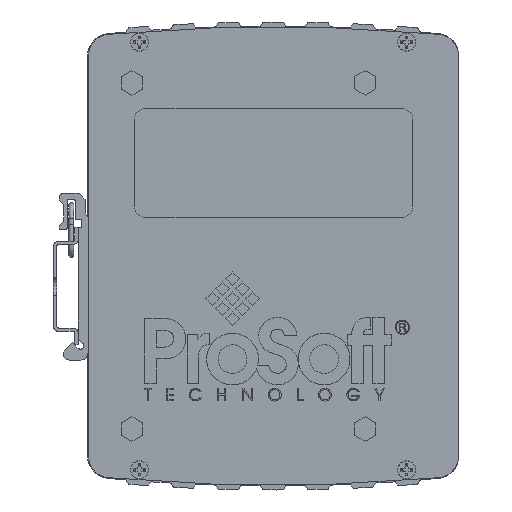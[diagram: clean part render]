
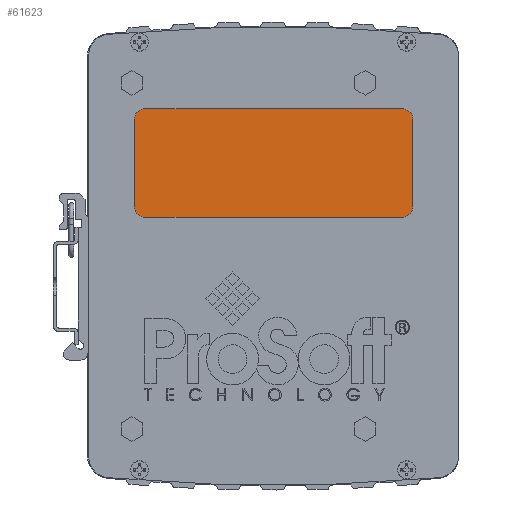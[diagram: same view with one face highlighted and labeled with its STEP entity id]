
A CAD part, left-side view. The second image highlights one B-rep face of the part: STEP entity #61623.
In plain terms, the highlighted planar face has unit normal (-1, 0, 0).
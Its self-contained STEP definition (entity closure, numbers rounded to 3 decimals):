
#2708=CIRCLE('',#89135,3.175);
#2709=CIRCLE('',#89136,3.175);
#2710=CIRCLE('',#89137,3.175);
#2711=CIRCLE('',#89138,3.175);
#13322=ORIENTED_EDGE('',*,*,#27122,.T.);
#13323=ORIENTED_EDGE('',*,*,#27123,.T.);
#13324=ORIENTED_EDGE('',*,*,#27124,.T.);
#13325=ORIENTED_EDGE('',*,*,#27125,.T.);
#13326=ORIENTED_EDGE('',*,*,#27126,.T.);
#13327=ORIENTED_EDGE('',*,*,#27127,.T.);
#13328=ORIENTED_EDGE('',*,*,#27128,.T.);
#13329=ORIENTED_EDGE('',*,*,#27129,.T.);
#27122=EDGE_CURVE('',#34651,#34652,#2708,.T.);
#27123=EDGE_CURVE('',#34652,#34653,#40214,.T.);
#27124=EDGE_CURVE('',#34653,#34654,#2709,.T.);
#27125=EDGE_CURVE('',#34654,#34655,#40215,.T.);
#27126=EDGE_CURVE('',#34655,#34656,#2710,.T.);
#27127=EDGE_CURVE('',#34656,#34657,#40216,.T.);
#27128=EDGE_CURVE('',#34657,#34658,#2711,.T.);
#27129=EDGE_CURVE('',#34658,#34651,#40217,.T.);
#34651=VERTEX_POINT('',#128657);
#34652=VERTEX_POINT('',#128658);
#34653=VERTEX_POINT('',#128660);
#34654=VERTEX_POINT('',#128662);
#34655=VERTEX_POINT('',#128664);
#34656=VERTEX_POINT('',#128666);
#34657=VERTEX_POINT('',#128668);
#34658=VERTEX_POINT('',#128670);
#40214=LINE('',#128659,#46844);
#40215=LINE('',#128663,#46845);
#40216=LINE('',#128667,#46846);
#40217=LINE('',#128671,#46847);
#46844=VECTOR('',#100403,1000.);
#46845=VECTOR('',#100406,1000.);
#46846=VECTOR('',#100409,1000.);
#46847=VECTOR('',#100412,1000.);
#51776=EDGE_LOOP('',(#13322,#13323,#13324,#13325,#13326,#13327,#13328,#13329));
#55666=FACE_BOUND('',#51776,.T.);
#58751=PLANE('',#89134);
#61623=ADVANCED_FACE('',(#55666),#58751,.T.);
#89134=AXIS2_PLACEMENT_3D('',#128655,#100399,#100400);
#89135=AXIS2_PLACEMENT_3D('',#128656,#100401,#100402);
#89136=AXIS2_PLACEMENT_3D('',#128661,#100404,#100405);
#89137=AXIS2_PLACEMENT_3D('',#128665,#100407,#100408);
#89138=AXIS2_PLACEMENT_3D('',#128669,#100410,#100411);
#100399=DIRECTION('',(-1.,0.,0.));
#100400=DIRECTION('',(0.,0.,-1.));
#100401=DIRECTION('',(-1.,0.,0.));
#100402=DIRECTION('',(0.,1.,0.));
#100403=DIRECTION('',(0.,0.,1.));
#100404=DIRECTION('',(-1.,0.,0.));
#100405=DIRECTION('',(0.,-1.,0.));
#100406=DIRECTION('',(0.,1.,0.));
#100407=DIRECTION('',(-1.,0.,0.));
#100408=DIRECTION('',(0.,-1.,0.));
#100409=DIRECTION('',(0.,0.,-1.));
#100410=DIRECTION('',(-1.,0.,0.));
#100411=DIRECTION('',(0.,-1.,0.));
#100412=DIRECTION('',(0.,-1.,0.));
#128655=CARTESIAN_POINT('',(-26.1,-38.615,14.758));
#128656=CARTESIAN_POINT('',(-26.1,-38.615,14.758));
#128657=CARTESIAN_POINT('',(-26.1,-38.615,11.583));
#128658=CARTESIAN_POINT('',(-26.1,-41.79,14.758));
#128659=CARTESIAN_POINT('',(-26.1,-41.79,14.758));
#128660=CARTESIAN_POINT('',(-26.1,-41.79,40.92));
#128661=CARTESIAN_POINT('',(-26.1,-38.615,40.92));
#128662=CARTESIAN_POINT('',(-26.1,-38.615,44.095));
#128663=CARTESIAN_POINT('',(-26.1,-38.615,44.095));
#128664=CARTESIAN_POINT('',(-26.1,38.347,44.095));
#128665=CARTESIAN_POINT('',(-26.1,38.347,40.92));
#128666=CARTESIAN_POINT('',(-26.1,41.522,40.92));
#128667=CARTESIAN_POINT('',(-26.1,41.522,40.92));
#128668=CARTESIAN_POINT('',(-26.1,41.522,14.758));
#128669=CARTESIAN_POINT('',(-26.1,38.347,14.758));
#128670=CARTESIAN_POINT('',(-26.1,38.347,11.583));
#128671=CARTESIAN_POINT('',(-26.1,38.347,11.583));
